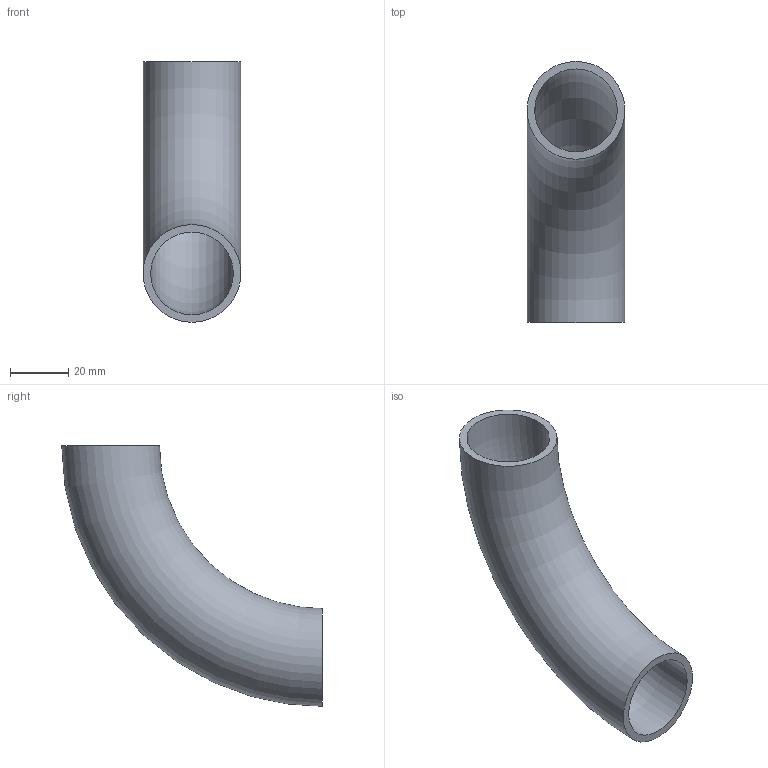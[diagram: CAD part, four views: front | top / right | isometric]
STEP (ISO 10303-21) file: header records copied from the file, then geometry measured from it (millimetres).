
FILE_DESCRIPTION (( 'STEP AP203' ), '1' );
FILE_NAME ('55202-ST.step', '2022-04-04T08:13:21', ( '' ), ( '' ), 'SwSTEP 2.0', 'SolidWorks 2018', '' );
FILE_SCHEMA (( 'CONFIG_CONTROL_DESIGN' ));
Length unit declared in the file: millimetre
Products named in the file (1): 55202-ST
Bounding box: 33.7 x 89.85 x 89.85 mm (x, y, z)
Volume: 29128.5 mm3; surface area: 22924 mm2
Topology: 1 solids, 1 shells, 216 faces, 582 edges, 388 vertices
Faces by surface type: bspline 100, plane 94, torus 22
Entity records: 11158 total; most frequent: CARTESIAN_POINT 6710, ORIENTED_EDGE 1160, EDGE_CURVE 580, DIRECTION 434, VERTEX_POINT 388, B_SPLINE_CURVE_WITH_KNOTS 384, EDGE_LOOP 240, FACE_OUTER_BOUND 218
